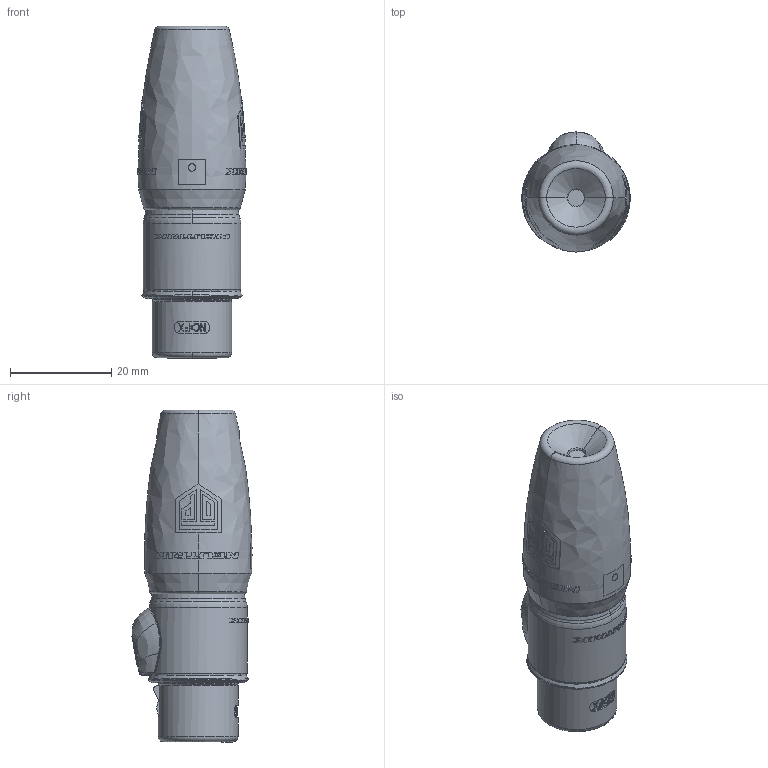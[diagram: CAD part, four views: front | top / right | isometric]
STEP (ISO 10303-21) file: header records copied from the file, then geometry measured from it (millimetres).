
FILE_DESCRIPTION((''),'2;1');
FILE_NAME('30009722','2022-06-13T10:49:12',('SYSTEM'),(''),'CREO PARAMETRIC BY PTC INC, 2021184','CREO PARAMETRIC BY PTC INC, 2021184','');
FILE_SCHEMA(('CONFIG_CONTROL_DESIGN'));
Length unit declared in the file: millimetre
Products named in the file (1): 30009722
Bounding box: 21.4 x 23.75 x 65.62 mm (x, y, z)
Volume: 18126 mm3; surface area: 6475.8 mm2
Topology: 1 solids, 5 shells, 864 faces, 2253 edges, 1443 vertices
Faces by surface type: plane 382, bspline 337, cylinder 73, cone 31, torus 30, extrusion 10, sphere 1
Entity records: 43910 total; most frequent: CARTESIAN_POINT 25110, ORIENTED_EDGE 4488, DIRECTION 2974, EDGE_CURVE 2252, VERTEX_POINT 1443, AXIS2_PLACEMENT_3D 1045, EDGE_LOOP 916, VECTOR 884
